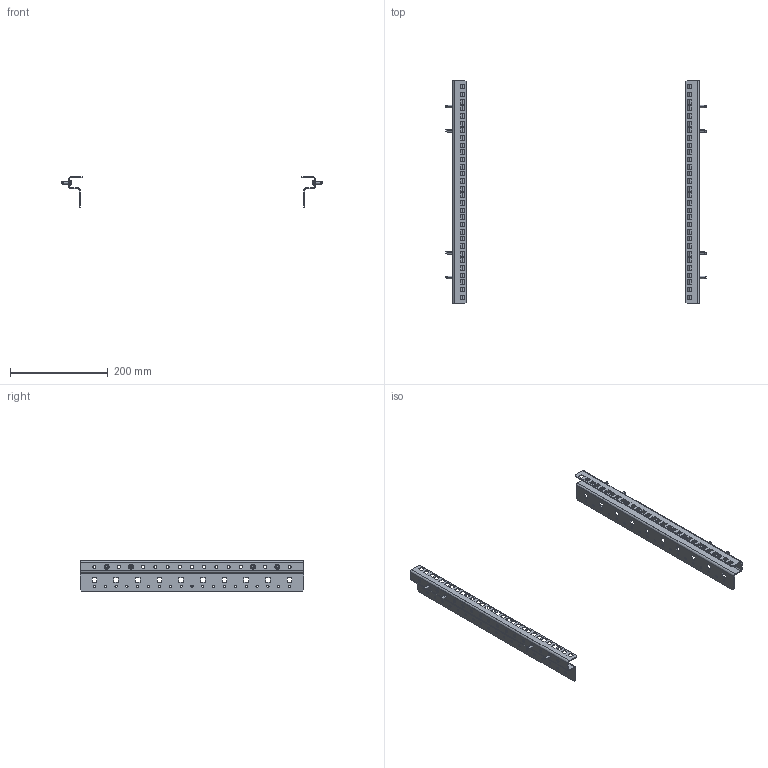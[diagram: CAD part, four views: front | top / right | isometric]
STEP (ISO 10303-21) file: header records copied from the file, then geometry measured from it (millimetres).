
FILE_DESCRIPTION (( 'STEP AP203' ), '1' );
FILE_NAME ('UR39006040006 Êîìïëåêò ïðîôèëåé 19-äþéìîâûõ Ñ-îáðàçíûõ RS52 10U (000.801.390-06) .STEP', '2022-04-26T06:40:17', ( '' ), ( '' ), 'SwSTEP 2.0', 'SolidWorks 2017', '' );
FILE_SCHEMA (( 'CONFIG_CONTROL_DESIGN' ));
Length unit declared in the file: millimetre
Products named in the file (3): UR39006040006 Êîìïëåêò ïðîôèëåé 19-äþéìîâûõ Ñ-îáðàçíûõ RS52 10U (000.801.390-06) ; Âèíò DIN 7500 C TORX_Œ5å16; 072-15 Ïðîôèëü 19-äþéìîâûé Ñ-îáðàçíûé RS52_06 (10U)
Assembly tree (10 placements, depth 2):
  UR39006040006 Êîìïëåêò ïðîôèëåé 19-äþéìîâûõ Ñ-îáðàçíûõ RS52 10U (000.801.390-06) 
    072-15 Ïðîôèëü 19-äþéìîâûé Ñ-îáðàçíûé RS52_06 (10U)  x2
    Âèíò DIN 7500 C TORX_Œ5å16  x8
Bounding box: 533 x 457.2 x 62.5 mm (x, y, z)
Volume: 179428.7 mm3; surface area: 192278.9 mm2
Topology: 10 solids, 10 shells, 860 faces, 2432 edges, 1600 vertices
Faces by surface type: plane 520, cylinder 292, cone 32, sphere 16
Entity records: 10913 total; most frequent: CARTESIAN_POINT 1900, ORIENTED_EDGE 1760, DIRECTION 1689, EDGE_CURVE 880, LINE 663, VECTOR 663, VERTEX_POINT 578, AXIS2_PLACEMENT_3D 513
